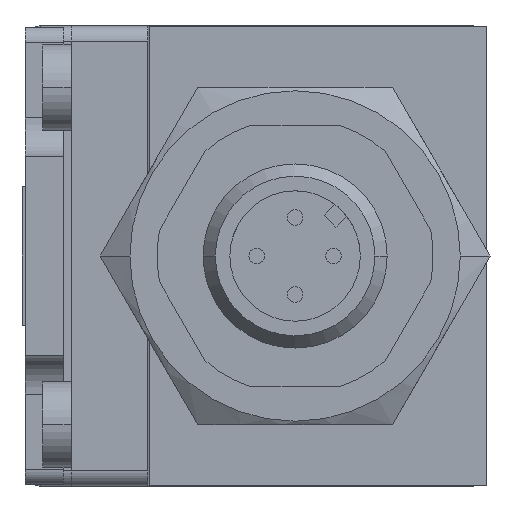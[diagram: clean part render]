
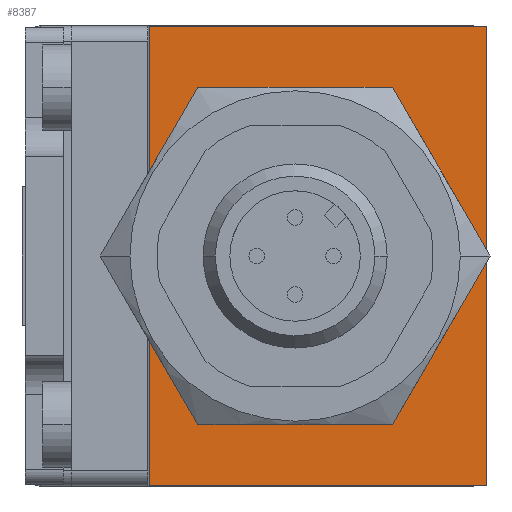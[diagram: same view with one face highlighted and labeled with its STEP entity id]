
A CAD part, left-side view. The second image highlights one B-rep face of the part: STEP entity #8387.
In plain terms, the highlighted planar face has unit normal (-1, 0, 0).
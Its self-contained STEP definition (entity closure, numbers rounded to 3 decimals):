
#85=DIRECTION('',(0.,-1.,0.));
#86=VECTOR('',#85,22.);
#87=CARTESIAN_POINT('',(0.,22.,-14.95));
#88=LINE('',#87,#86);
#2155=DIRECTION('',(0.,0.,1.));
#2156=VECTOR('',#2155,29.9);
#2157=CARTESIAN_POINT('',(0.,0.,-14.95));
#2158=LINE('',#2157,#2156);
#2195=DIRECTION('',(0.,0.,1.));
#2196=VECTOR('',#2195,29.9);
#2197=CARTESIAN_POINT('',(0.,22.,-14.95));
#2198=LINE('',#2197,#2196);
#2199=CARTESIAN_POINT('',(0.,12.5,0.));
#2200=DIRECTION('',(1.,0.,0.));
#2201=DIRECTION('',(0.,0.,-1.));
#2202=AXIS2_PLACEMENT_3D('',#2199,#2200,#2201);
#2204=CARTESIAN_POINT('',(0.,12.5,0.));
#2205=DIRECTION('',(1.,0.,0.));
#2206=DIRECTION('',(0.,0.,1.));
#2207=AXIS2_PLACEMENT_3D('',#2204,#2205,#2206);
#2247=DIRECTION('',(0.,-1.,0.));
#2248=VECTOR('',#2247,22.);
#2249=CARTESIAN_POINT('',(0.,22.,14.95));
#2250=LINE('',#2249,#2248);
#3317=CARTESIAN_POINT('',(0.,0.,-14.95));
#3319=VERTEX_POINT('',#3317);
#3323=CARTESIAN_POINT('',(0.,22.,-14.95));
#3324=VERTEX_POINT('',#3323);
#3325=CARTESIAN_POINT('',(0.,0.,14.95));
#3327=VERTEX_POINT('',#3325);
#3331=CARTESIAN_POINT('',(0.,22.,14.95));
#3332=VERTEX_POINT('',#3331);
#4127=CARTESIAN_POINT('',(0.,12.5,-7.6));
#4128=CARTESIAN_POINT('',(0.,12.5,7.6));
#4129=VERTEX_POINT('',#4127);
#4130=VERTEX_POINT('',#4128);
#8369=CARTESIAN_POINT('',(0.,22.,-14.95));
#8370=DIRECTION('',(-1.,0.,0.));
#8371=DIRECTION('',(0.,-1.,0.));
#8372=AXIS2_PLACEMENT_3D('',#8369,#8370,#8371);
#8373=PLANE('',#8372);
#8374=ORIENTED_EDGE('',*,*,#4138,.F.);
#8375=ORIENTED_EDGE('',*,*,#4175,.T.);
#8377=ORIENTED_EDGE('',*,*,#8376,.T.);
#8378=ORIENTED_EDGE('',*,*,#8334,.F.);
#8379=EDGE_LOOP('',(#8374,#8375,#8377,#8378));
#8380=FACE_OUTER_BOUND('',#8379,.F.);
#8382=ORIENTED_EDGE('',*,*,#8381,.F.);
#8384=ORIENTED_EDGE('',*,*,#8383,.F.);
#8385=EDGE_LOOP('',(#8382,#8384));
#8386=FACE_BOUND('',#8385,.F.);
#8387=ADVANCED_FACE('',(#8380,#8386),#8373,.T.);
#2203=CIRCLE('',#2202,7.6);
#2208=CIRCLE('',#2207,7.6);
#4138=EDGE_CURVE('',#3324,#3319,#88,.T.);
#4175=EDGE_CURVE('',#3324,#3332,#2198,.T.);
#8334=EDGE_CURVE('',#3319,#3327,#2158,.T.);
#8376=EDGE_CURVE('',#3332,#3327,#2250,.T.);
#8381=EDGE_CURVE('',#4129,#4130,#2203,.T.);
#8383=EDGE_CURVE('',#4130,#4129,#2208,.T.);
